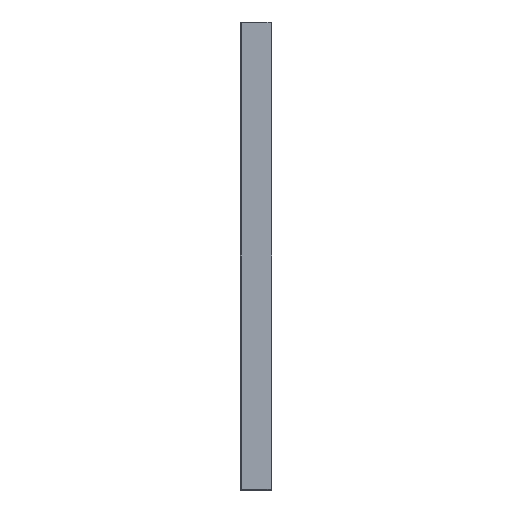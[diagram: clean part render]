
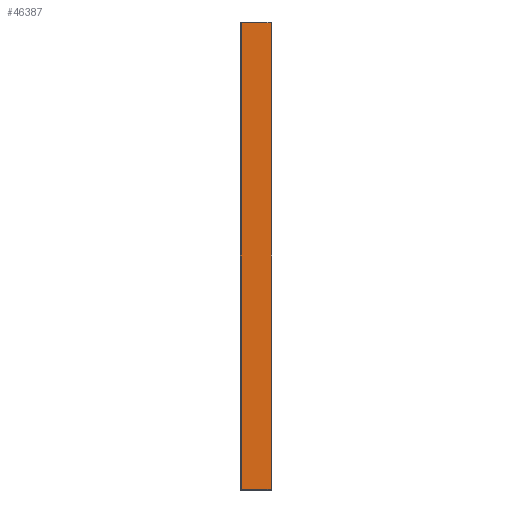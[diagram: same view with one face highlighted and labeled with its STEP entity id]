
A CAD part, front view. The second image highlights one B-rep face of the part: STEP entity #46387.
In plain terms, the highlighted planar face has unit normal (0, -1, 0).
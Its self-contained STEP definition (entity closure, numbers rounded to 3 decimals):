
#36920 = PLANE('',#36921);
#36921 = AXIS2_PLACEMENT_3D('',#36922,#36923,#36924);
#36922 = CARTESIAN_POINT('',(3.,-5.95,0.05));
#36923 = DIRECTION('',(0.,0.707,0.707));
#36924 = DIRECTION('',(1.,0.,0.));
#37228 = PLANE('',#37229);
#37229 = AXIS2_PLACEMENT_3D('',#37230,#37231,#37232);
#37230 = CARTESIAN_POINT('',(3.,-5.95,89.95));
#37231 = DIRECTION('',(0.,-0.707,
    0.707));
#37232 = DIRECTION('',(1.,0.,0.));
#37515 = PLANE('',#37516);
#37516 = AXIS2_PLACEMENT_3D('',#37517,#37518,#37519);
#37517 = CARTESIAN_POINT('',(-2.9,-5.9,0.));
#37518 = DIRECTION('',(-0.707,-0.707,0.));
#37519 = DIRECTION('',(0.,0.,1.));
#40729 = VERTEX_POINT('',#40730);
#40730 = CARTESIAN_POINT('',(2.9,-6.,0.1));
#40751 = EDGE_CURVE('',#40729,#40752,#40754,.T.);
#40752 = VERTEX_POINT('',#40753);
#40753 = CARTESIAN_POINT('',(-2.8,-6.,0.1));
#40754 = SURFACE_CURVE('',#40755,(#40759,#40766),.PCURVE_S1.);
#40755 = LINE('',#40756,#40757);
#40756 = CARTESIAN_POINT('',(3.,-6.,0.1));
#40757 = VECTOR('',#40758,1.);
#40758 = DIRECTION('',(-1.,0.,0.));
#40759 = PCURVE('',#36920,#40760);
#40760 = DEFINITIONAL_REPRESENTATION('',(#40761),#40765);
#40761 = LINE('',#40762,#40763);
#40762 = CARTESIAN_POINT('',(0.,-0.071));
#40763 = VECTOR('',#40764,1.);
#40764 = DIRECTION('',(-1.,0.));
#40765 = ( GEOMETRIC_REPRESENTATION_CONTEXT(2) 
PARAMETRIC_REPRESENTATION_CONTEXT() REPRESENTATION_CONTEXT('2D SPACE',''
  ) );
#40766 = PCURVE('',#40767,#40772);
#40767 = PLANE('',#40768);
#40768 = AXIS2_PLACEMENT_3D('',#40769,#40770,#40771);
#40769 = CARTESIAN_POINT('',(3.,-6.,0.));
#40770 = DIRECTION('',(0.,-1.,0.));
#40771 = DIRECTION('',(-1.,0.,0.));
#40772 = DEFINITIONAL_REPRESENTATION('',(#40773),#40777);
#40773 = LINE('',#40774,#40775);
#40774 = CARTESIAN_POINT('',(0.,-0.1));
#40775 = VECTOR('',#40776,1.);
#40776 = DIRECTION('',(1.,0.));
#40777 = ( GEOMETRIC_REPRESENTATION_CONTEXT(2) 
PARAMETRIC_REPRESENTATION_CONTEXT() REPRESENTATION_CONTEXT('2D SPACE',''
  ) );
#41044 = VERTEX_POINT('',#41045);
#41045 = CARTESIAN_POINT('',(2.9,-6.,89.9));
#41066 = EDGE_CURVE('',#41044,#41067,#41069,.T.);
#41067 = VERTEX_POINT('',#41068);
#41068 = CARTESIAN_POINT('',(-2.8,-6.,89.9));
#41069 = SURFACE_CURVE('',#41070,(#41074,#41081),.PCURVE_S1.);
#41070 = LINE('',#41071,#41072);
#41071 = CARTESIAN_POINT('',(3.,-6.,89.9));
#41072 = VECTOR('',#41073,1.);
#41073 = DIRECTION('',(-1.,0.,0.));
#41074 = PCURVE('',#37228,#41075);
#41075 = DEFINITIONAL_REPRESENTATION('',(#41076),#41080);
#41076 = LINE('',#41077,#41078);
#41077 = CARTESIAN_POINT('',(0.,-0.071));
#41078 = VECTOR('',#41079,1.);
#41079 = DIRECTION('',(-1.,0.));
#41080 = ( GEOMETRIC_REPRESENTATION_CONTEXT(2) 
PARAMETRIC_REPRESENTATION_CONTEXT() REPRESENTATION_CONTEXT('2D SPACE',''
  ) );
#41081 = PCURVE('',#40767,#41082);
#41082 = DEFINITIONAL_REPRESENTATION('',(#41083),#41087);
#41083 = LINE('',#41084,#41085);
#41084 = CARTESIAN_POINT('',(0.,-89.9));
#41085 = VECTOR('',#41086,1.);
#41086 = DIRECTION('',(1.,0.));
#41087 = ( GEOMETRIC_REPRESENTATION_CONTEXT(2) 
PARAMETRIC_REPRESENTATION_CONTEXT() REPRESENTATION_CONTEXT('2D SPACE',''
  ) );
#41223 = EDGE_CURVE('',#40752,#41067,#41224,.T.);
#41224 = SURFACE_CURVE('',#41225,(#41229,#41236),.PCURVE_S1.);
#41225 = LINE('',#41226,#41227);
#41226 = CARTESIAN_POINT('',(-2.8,-6.,0.));
#41227 = VECTOR('',#41228,1.);
#41228 = DIRECTION('',(0.,0.,1.));
#41229 = PCURVE('',#37515,#41230);
#41230 = DEFINITIONAL_REPRESENTATION('',(#41231),#41235);
#41231 = LINE('',#41232,#41233);
#41232 = CARTESIAN_POINT('',(0.,-0.141));
#41233 = VECTOR('',#41234,1.);
#41234 = DIRECTION('',(1.,0.));
#41235 = ( GEOMETRIC_REPRESENTATION_CONTEXT(2) 
PARAMETRIC_REPRESENTATION_CONTEXT() REPRESENTATION_CONTEXT('2D SPACE',''
  ) );
#41236 = PCURVE('',#40767,#41237);
#41237 = DEFINITIONAL_REPRESENTATION('',(#41238),#41242);
#41238 = LINE('',#41239,#41240);
#41239 = CARTESIAN_POINT('',(5.8,0.));
#41240 = VECTOR('',#41241,1.);
#41241 = DIRECTION('',(0.,-1.));
#41242 = ( GEOMETRIC_REPRESENTATION_CONTEXT(2) 
PARAMETRIC_REPRESENTATION_CONTEXT() REPRESENTATION_CONTEXT('2D SPACE',''
  ) );
#46163 = PLANE('',#46164);
#46164 = AXIS2_PLACEMENT_3D('',#46165,#46166,#46167);
#46165 = CARTESIAN_POINT('',(2.95,-5.95,0.));
#46166 = DIRECTION('',(0.707,-0.707,0.));
#46167 = DIRECTION('',(0.,0.,1.));
#46387 = ADVANCED_FACE('',(#46388),#40767,.T.);
#46388 = FACE_BOUND('',#46389,.T.);
#46389 = EDGE_LOOP('',(#46390,#46411,#46412,#46413));
#46390 = ORIENTED_EDGE('',*,*,#46391,.T.);
#46391 = EDGE_CURVE('',#40729,#41044,#46392,.T.);
#46392 = SURFACE_CURVE('',#46393,(#46397,#46404),.PCURVE_S1.);
#46393 = LINE('',#46394,#46395);
#46394 = CARTESIAN_POINT('',(2.9,-6.,0.));
#46395 = VECTOR('',#46396,1.);
#46396 = DIRECTION('',(0.,0.,1.));
#46397 = PCURVE('',#40767,#46398);
#46398 = DEFINITIONAL_REPRESENTATION('',(#46399),#46403);
#46399 = LINE('',#46400,#46401);
#46400 = CARTESIAN_POINT('',(0.1,0.));
#46401 = VECTOR('',#46402,1.);
#46402 = DIRECTION('',(0.,-1.));
#46403 = ( GEOMETRIC_REPRESENTATION_CONTEXT(2) 
PARAMETRIC_REPRESENTATION_CONTEXT() REPRESENTATION_CONTEXT('2D SPACE',''
  ) );
#46404 = PCURVE('',#46163,#46405);
#46405 = DEFINITIONAL_REPRESENTATION('',(#46406),#46410);
#46406 = LINE('',#46407,#46408);
#46407 = CARTESIAN_POINT('',(0.,0.071));
#46408 = VECTOR('',#46409,1.);
#46409 = DIRECTION('',(1.,0.));
#46410 = ( GEOMETRIC_REPRESENTATION_CONTEXT(2) 
PARAMETRIC_REPRESENTATION_CONTEXT() REPRESENTATION_CONTEXT('2D SPACE',''
  ) );
#46411 = ORIENTED_EDGE('',*,*,#41066,.T.);
#46412 = ORIENTED_EDGE('',*,*,#41223,.F.);
#46413 = ORIENTED_EDGE('',*,*,#40751,.F.);
